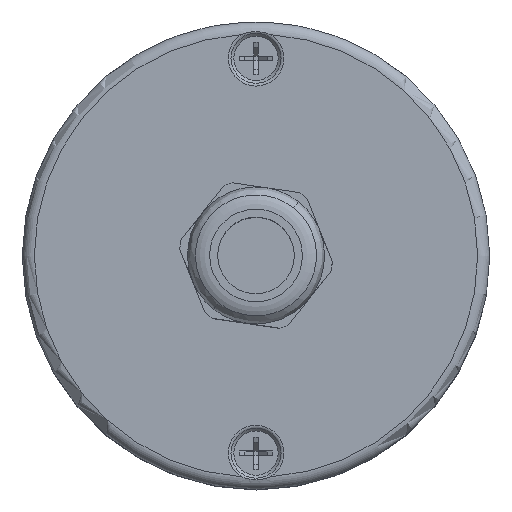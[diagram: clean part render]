
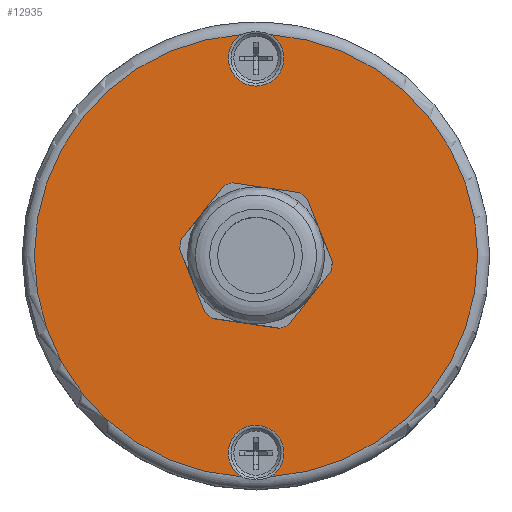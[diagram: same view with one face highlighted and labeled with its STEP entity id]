
A CAD part, top view. The second image highlights one B-rep face of the part: STEP entity #12935.
In plain terms, the highlighted planar face has unit normal (0, 0, 1).
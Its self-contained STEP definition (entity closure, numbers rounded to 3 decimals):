
#10818=CARTESIAN_POINT('',(-9.301,1.934,34.0));
#10819=VERTEX_POINT('',#10818);
#10826=CARTESIAN_POINT('',(-9.467,0.795,34.0));
#10827=VERTEX_POINT('',#10826);
#10828=CARTESIAN_POINT('',(0.,0.,34.0));
#10829=DIRECTION('',(0.0,0.0,-1.0));
#10830=DIRECTION('',(-0.619,-0.785,0.0));
#10831=AXIS2_PLACEMENT_3D('',#10828,#10829,#10830);
#10832=CIRCLE('',#10831,9.5);
#10833=EDGE_CURVE('',#10827,#10819,#10832,.T.);
#10902=CARTESIAN_POINT('',(-2.976,9.022,34.0));
#10903=VERTEX_POINT('',#10902);
#10910=CARTESIAN_POINT('',(-4.045,8.596,34.0));
#10911=VERTEX_POINT('',#10910);
#10912=CARTESIAN_POINT('',(0.,0.,34.0));
#10913=DIRECTION('',(0.0,0.0,-1.0));
#10914=DIRECTION('',(-0.619,-0.785,0.0));
#10915=AXIS2_PLACEMENT_3D('',#10912,#10913,#10914);
#10916=CIRCLE('',#10915,9.5);
#10917=EDGE_CURVE('',#10911,#10903,#10916,.T.);
#10986=CARTESIAN_POINT('',(6.326,7.088,34.0));
#10987=VERTEX_POINT('',#10986);
#10994=CARTESIAN_POINT('',(5.421,7.801,34.0));
#10995=VERTEX_POINT('',#10994);
#10996=CARTESIAN_POINT('',(0.,0.,34.0));
#10997=DIRECTION('',(0.0,0.0,-1.0));
#10998=DIRECTION('',(-0.619,-0.785,0.0));
#10999=AXIS2_PLACEMENT_3D('',#10996,#10997,#10998);
#11000=CIRCLE('',#10999,9.5);
#11001=EDGE_CURVE('',#10995,#10987,#11000,.T.);
#11112=CARTESIAN_POINT('',(9.301,-1.934,34.0));
#11113=VERTEX_POINT('',#11112);
#11120=CARTESIAN_POINT('',(9.467,-0.795,34.0));
#11121=VERTEX_POINT('',#11120);
#11122=CARTESIAN_POINT('',(0.,0.,34.0));
#11123=DIRECTION('',(0.0,0.0,-1.0));
#11124=DIRECTION('',(-0.619,-0.785,0.0));
#11125=AXIS2_PLACEMENT_3D('',#11122,#11123,#11124);
#11126=CIRCLE('',#11125,9.5);
#11127=EDGE_CURVE('',#11121,#11113,#11126,.T.);
#11196=CARTESIAN_POINT('',(-6.326,-7.088,34.0));
#11197=VERTEX_POINT('',#11196);
#11204=CARTESIAN_POINT('',(-5.421,-7.801,34.0));
#11205=VERTEX_POINT('',#11204);
#11206=CARTESIAN_POINT('',(0.,0.,34.0));
#11207=DIRECTION('',(0.0,0.0,-1.0));
#11208=DIRECTION('',(-0.619,-0.785,0.0));
#11209=AXIS2_PLACEMENT_3D('',#11206,#11207,#11208);
#11210=CIRCLE('',#11209,9.5);
#11211=EDGE_CURVE('',#11205,#11197,#11210,.T.);
#11280=CARTESIAN_POINT('',(2.976,-9.022,34.0));
#11281=VERTEX_POINT('',#11280);
#11288=CARTESIAN_POINT('',(4.045,-8.596,34.0));
#11289=VERTEX_POINT('',#11288);
#11290=CARTESIAN_POINT('',(0.,0.,34.0));
#11291=DIRECTION('',(0.0,0.0,-1.0));
#11292=DIRECTION('',(-0.619,-0.785,0.0));
#11293=AXIS2_PLACEMENT_3D('',#11290,#11291,#11292);
#11294=CIRCLE('',#11293,9.5);
#11295=EDGE_CURVE('',#11289,#11281,#11294,.T.);
#11349=CARTESIAN_POINT('',(-9.301,1.934,34.0));
#11350=DIRECTION('',(0.619,0.785,0.0));
#11351=VECTOR('',#11350,8.485);
#11352=LINE('',#11349,#11351);
#11353=EDGE_CURVE('',#10819,#10911,#11352,.T.);
#11401=CARTESIAN_POINT('',(-2.976,9.022,34.0));
#11402=DIRECTION('',(0.99,-0.144,0.0));
#11403=VECTOR('',#11402,8.485);
#11404=LINE('',#11401,#11403);
#11405=EDGE_CURVE('',#10903,#10995,#11404,.T.);
#11423=CARTESIAN_POINT('',(6.326,7.088,34.0));
#11424=DIRECTION('',(0.37,-0.929,0.0));
#11425=VECTOR('',#11424,8.485);
#11426=LINE('',#11423,#11425);
#11427=EDGE_CURVE('',#10987,#11121,#11426,.T.);
#11468=CARTESIAN_POINT('',(-6.326,-7.088,34.0));
#11469=DIRECTION('',(-0.37,0.929,0.0));
#11470=VECTOR('',#11469,8.485);
#11471=LINE('',#11468,#11470);
#11472=EDGE_CURVE('',#11197,#10827,#11471,.T.);
#11520=CARTESIAN_POINT('',(2.976,-9.022,34.0));
#11521=DIRECTION('',(-0.99,0.144,0.0));
#11522=VECTOR('',#11521,8.485);
#11523=LINE('',#11520,#11522);
#11524=EDGE_CURVE('',#11281,#11205,#11523,.T.);
#11549=CARTESIAN_POINT('',(9.301,-1.934,34.0));
#11550=DIRECTION('',(-0.619,-0.785,0.0));
#11551=VECTOR('',#11550,8.485);
#11552=LINE('',#11549,#11551);
#11553=EDGE_CURVE('',#11113,#11289,#11552,.T.);
#12758=CARTESIAN_POINT('',(-1.819,27.44,34.0));
#12759=VERTEX_POINT('',#12758);
#12760=CARTESIAN_POINT('',(1.819,27.44,34.0));
#12761=VERTEX_POINT('',#12760);
#12778=CARTESIAN_POINT('',(27.5,0.,34.0));
#12779=VERTEX_POINT('',#12778);
#12780=CARTESIAN_POINT('',(0.0,0.0,34.0));
#12781=DIRECTION('',(0.0,0.0,-1.0));
#12782=DIRECTION('',(-1.0,0.0,0.0));
#12783=AXIS2_PLACEMENT_3D('',#12780,#12781,#12782);
#12784=CIRCLE('',#12783,27.5);
#12785=EDGE_CURVE('',#12761,#12779,#12784,.T.);
#12787=CARTESIAN_POINT('',(1.819,-27.44,34.0));
#12788=VERTEX_POINT('',#12787);
#12789=CARTESIAN_POINT('',(0.0,0.0,34.0));
#12790=DIRECTION('',(0.0,0.0,-1.0));
#12791=DIRECTION('',(-1.0,0.0,0.0));
#12792=AXIS2_PLACEMENT_3D('',#12789,#12790,#12791);
#12793=CIRCLE('',#12792,27.5);
#12794=EDGE_CURVE('',#12779,#12788,#12793,.T.);
#12796=CARTESIAN_POINT('',(-1.819,-27.44,34.0));
#12797=VERTEX_POINT('',#12796);
#12814=CARTESIAN_POINT('',(0.0,0.0,34.0));
#12815=DIRECTION('',(0.0,0.0,-1.0));
#12816=DIRECTION('',(-1.0,0.0,0.0));
#12817=AXIS2_PLACEMENT_3D('',#12814,#12815,#12816);
#12818=CIRCLE('',#12817,27.5);
#12819=EDGE_CURVE('',#12797,#12759,#12818,.T.);
#12852=CARTESIAN_POINT('',(3.457,24.5,34.0));
#12853=VERTEX_POINT('',#12852);
#12854=CARTESIAN_POINT('',(0.,24.5,34.0));
#12855=DIRECTION('',(0.0,0.0,1.0));
#12856=DIRECTION('',(-1.0,0.0,0.0));
#12857=AXIS2_PLACEMENT_3D('',#12854,#12855,#12856);
#12858=CIRCLE('',#12857,3.457);
#12859=EDGE_CURVE('',#12759,#12853,#12858,.T.);
#12861=CARTESIAN_POINT('',(0.,24.5,34.0));
#12862=DIRECTION('',(0.0,0.0,1.0));
#12863=DIRECTION('',(-1.0,0.0,0.0));
#12864=AXIS2_PLACEMENT_3D('',#12861,#12862,#12863);
#12865=CIRCLE('',#12864,3.457);
#12866=EDGE_CURVE('',#12853,#12761,#12865,.T.);
#12877=CARTESIAN_POINT('',(3.457,-24.5,34.0));
#12878=VERTEX_POINT('',#12877);
#12879=CARTESIAN_POINT('',(0.,-24.5,34.0));
#12880=DIRECTION('',(0.0,0.0,1.0));
#12881=DIRECTION('',(-1.0,0.0,0.0));
#12882=AXIS2_PLACEMENT_3D('',#12879,#12880,#12881);
#12883=CIRCLE('',#12882,3.457);
#12884=EDGE_CURVE('',#12788,#12878,#12883,.T.);
#12886=CARTESIAN_POINT('',(0.,-24.5,34.0));
#12887=DIRECTION('',(0.0,0.0,1.0));
#12888=DIRECTION('',(-1.0,0.0,0.0));
#12889=AXIS2_PLACEMENT_3D('',#12886,#12887,#12888);
#12890=CIRCLE('',#12889,3.457);
#12891=EDGE_CURVE('',#12878,#12797,#12890,.T.);
#12907=CARTESIAN_POINT('',(0.0,0.0,34.0));
#12908=DIRECTION('',(0.0,0.0,-1.0));
#12909=DIRECTION('',(-1.0,0.0,0.0));
#12910=AXIS2_PLACEMENT_3D('',#12907,#12908,#12909);
#12911=PLANE('',#12910);
#12912=ORIENTED_EDGE('',*,*,#12819,.F.);
#12913=ORIENTED_EDGE('',*,*,#12891,.F.);
#12914=ORIENTED_EDGE('',*,*,#12884,.F.);
#12915=ORIENTED_EDGE('',*,*,#12794,.F.);
#12916=ORIENTED_EDGE('',*,*,#12785,.F.);
#12917=ORIENTED_EDGE('',*,*,#12866,.F.);
#12918=ORIENTED_EDGE('',*,*,#12859,.F.);
#12919=EDGE_LOOP('',(#12912,#12913,#12914,#12915,#12916,#12917,#12918));
#12920=FACE_OUTER_BOUND('',#12919,.T.);
#12921=ORIENTED_EDGE('',*,*,#11295,.T.);
#12922=ORIENTED_EDGE('',*,*,#11524,.T.);
#12923=ORIENTED_EDGE('',*,*,#11211,.T.);
#12924=ORIENTED_EDGE('',*,*,#11472,.T.);
#12925=ORIENTED_EDGE('',*,*,#10833,.T.);
#12926=ORIENTED_EDGE('',*,*,#11353,.T.);
#12927=ORIENTED_EDGE('',*,*,#10917,.T.);
#12928=ORIENTED_EDGE('',*,*,#11405,.T.);
#12929=ORIENTED_EDGE('',*,*,#11001,.T.);
#12930=ORIENTED_EDGE('',*,*,#11427,.T.);
#12931=ORIENTED_EDGE('',*,*,#11127,.T.);
#12932=ORIENTED_EDGE('',*,*,#11553,.T.);
#12933=EDGE_LOOP('',(#12921,#12922,#12923,#12924,#12925,#12926,#12927,#12928,#12929,#12930,#12931,#12932));
#12934=FACE_BOUND('',#12933,.T.);
#12935=ADVANCED_FACE('',(#12920,#12934),#12911,.F.);
